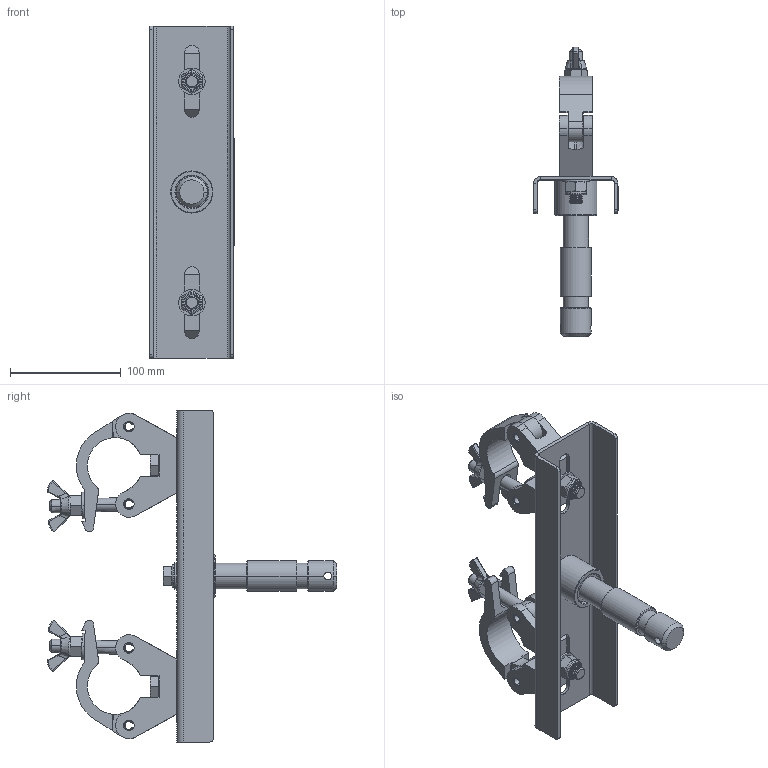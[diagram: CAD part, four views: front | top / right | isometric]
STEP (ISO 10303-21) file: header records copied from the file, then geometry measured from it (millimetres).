
FILE_DESCRIPTION (( 'STEP AP203' ), '1' );
FILE_NAME ('T57210.STEP', '2018-08-02T14:39:46', ( '' ), ( '' ), 'SwSTEP 2.0', 'SolidWorks 2016', '' );
FILE_SCHEMA (( 'CONFIG_CONTROL_DESIGN' ));
Length unit declared in the file: millimetre
Products named in the file (23): Single Coil Rectangular Section Spring Washer_Doughty Fastners_Rectangular section spring washer BS 4464 - 12 (Type B); A Washer_Bright washer BS 4320 - M12 (Form A); T78000; T74710_USED IN T57210; TH2259; TH2001_TH2001 - 30MM WIDE; T57210_LABEL; TH2000_TH2000 - 30MM WIDE; SW3dPS-nyloc nut, st stl a2 iso_M12 NYLOC; TH156_TH650; F883_DIN 315-M12-GT-C-N; T57210; TH706; F791; B Washer_Bright washer BS 4320 - M12 (Form B); T57001_T57001 T PLATE; TH157_NO ENGRAVING; TH711; TH2254; Hex Bolt_ISO 4016 - M12 x 40 x 40-WS; Hex Bolt_ISO 4016 - M12 x 45 x 45-WS; TH566; Hex Nut Style 1 GradeAB_Doughty Fastners_Hexagon Nut ISO - 4032 - M12 - D - S
Assembly tree (28 placements, depth 4):
  T57210
    TH706
      TH2254
      TH2259
    T74710_USED IN T57210
      TH711
      Hex Bolt_ISO 4016 - M12 x 45 x 45-WS
      B Washer_Bright washer BS 4320 - M12 (Form B)
      Single Coil Rectangular Section Spring Washer_Doughty Fastners_Rectangular section spring washer BS 4464 - 12 (Type B)
    T57001_T57001 T PLATE  x2
      TH156_TH650
        TH2000_TH2000 - 30MM WIDE
      TH157_NO ENGRAVING
        TH2001_TH2001 - 30MM WIDE
      T78000
        TH566
        A Washer_Bright washer BS 4320 - M12 (Form A)
        Hex Nut Style 1 GradeAB_Doughty Fastners_Hexagon Nut ISO - 4032 - M12 - D - S
        F883_DIN 315-M12-GT-C-N
      F791
    Hex Bolt_ISO 4016 - M12 x 40 x 40-WS  x2
    B Washer_Bright washer BS 4320 - M12 (Form B)  x2
    SW3dPS-nyloc nut, st stl a2 iso_M12 NYLOC  x2
    T57210_LABEL
Bounding box: 76.3 x 261.37 x 300 mm (x, y, z)
Volume: 466990.4 mm3; surface area: 201787.3 mm2
Topology: 29 solids, 29 shells, 2187 faces, 5542 edges, 3509 vertices
Faces by surface type: plane 798, cone 472, bspline 448, cylinder 419, torus 28, sphere 22
Entity records: 76099 total; most frequent: CARTESIAN_POINT 34202, ORIENTED_EDGE 8754, DIRECTION 7075, EDGE_CURVE 4377, VERTEX_POINT 2815, VECTOR 2495, LINE 2495, AXIS2_PLACEMENT_3D 2290
